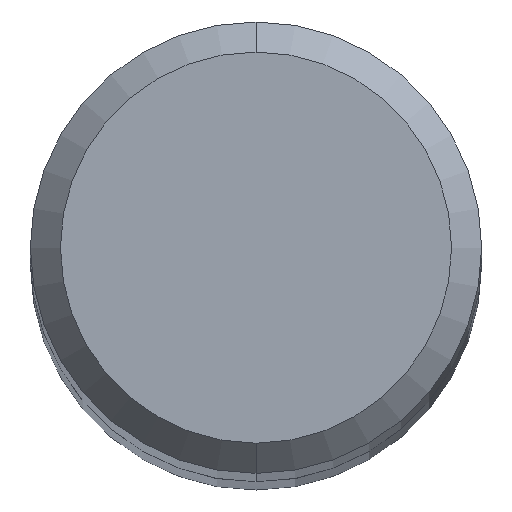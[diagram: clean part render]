
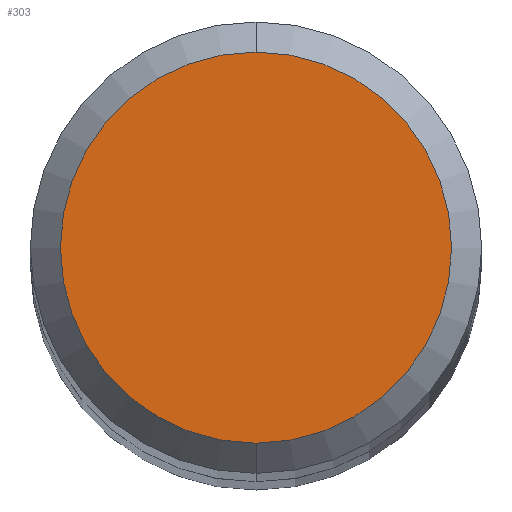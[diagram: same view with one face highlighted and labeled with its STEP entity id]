
A CAD part, top view. The second image highlights one B-rep face of the part: STEP entity #303.
In plain terms, the highlighted planar face has unit normal (0, 0, 1).
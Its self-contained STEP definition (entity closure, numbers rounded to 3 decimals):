
#165=VERTEX_POINT('',#440);
#255=EDGE_CURVE('',#411,#165,#536,.T.);
#273=EDGE_CURVE('',#165,#411,#556,.T.);
#303=ADVANCED_FACE('',(#590),#591,.T.);
#411=VERTEX_POINT('',#711);
#440=CARTESIAN_POINT('',(0.,-2.6,0.0));
#536=CIRCLE('',#912,2.6);
#556=CIRCLE('',#949,2.6);
#590=FACE_OUTER_BOUND('',#1057,.T.);
#591=PLANE('',#1058);
#711=CARTESIAN_POINT('',(0.0,2.6,0.0));
#912=AXIS2_PLACEMENT_3D('',#1394,#1395,#1396);
#949=AXIS2_PLACEMENT_3D('',#1418,#1419,#1420);
#1057=EDGE_LOOP('',(#1469,#1470));
#1058=AXIS2_PLACEMENT_3D('',#1471,#1472,#1473);
#1394=CARTESIAN_POINT('',(0.0,0.0,0.0));
#1395=DIRECTION('',(0.0,0.0,-1.0));
#1396=DIRECTION('',(0.0,1.0,0.0));
#1418=CARTESIAN_POINT('',(0.0,0.0,0.0));
#1419=DIRECTION('',(0.0,0.0,-1.0));
#1420=DIRECTION('',(0.0,1.0,0.0));
#1469=ORIENTED_EDGE('',*,*,#255,.F.);
#1470=ORIENTED_EDGE('',*,*,#273,.F.);
#1471=CARTESIAN_POINT('',(0.0,1.3,0.0));
#1472=DIRECTION('',(-0.0,0.0,1.0));
#1473=DIRECTION('',(0.0,-1.0,0.0));
